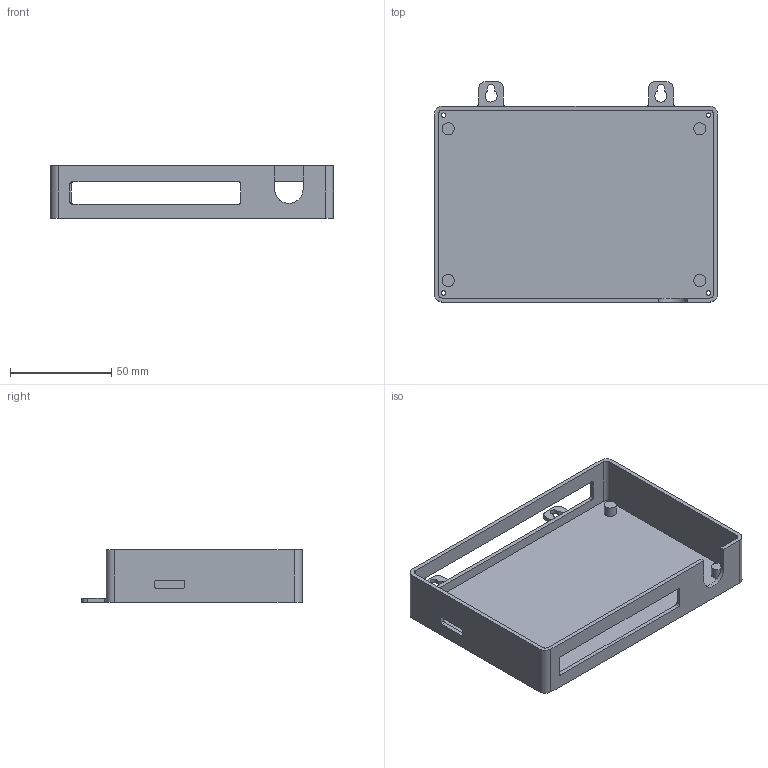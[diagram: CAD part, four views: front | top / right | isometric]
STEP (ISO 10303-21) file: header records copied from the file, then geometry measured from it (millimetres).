
FILE_DESCRIPTION(('CATIA V5 STEP Exchange'),'2;1');
FILE_NAME('OHISJE-SP.stp','2020-06-04T07:15:48+00:00',('none'),('none'),'CATIA Version 5 Release 20 GA (IN-10)','CATIA V5 STEP AP203','none');
FILE_SCHEMA(('CONFIG_CONTROL_DESIGN'));
Length unit declared in the file: millimetre
Products named in the file (1): OHISJE-SP
Bounding box: 140 x 109 x 26 mm (x, y, z)
Volume: 45143.6 mm3; surface area: 47149.7 mm2
Topology: 1 solids, 1 shells, 92 faces, 258 edges, 172 vertices
Faces by surface type: cylinder 51, plane 41
Entity records: 3133 total; most frequent: CARTESIAN_POINT 736, ORIENTED_EDGE 516, DIRECTION 412, EDGE_CURVE 258, AXIS2_PLACEMENT_3D 174, VERTEX_POINT 172, VECTOR 156, LINE 156
